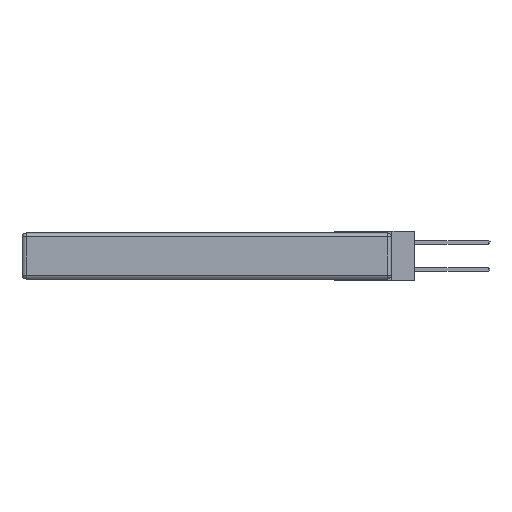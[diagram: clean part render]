
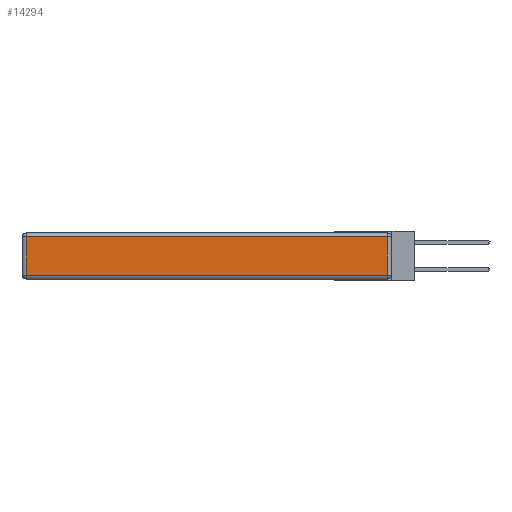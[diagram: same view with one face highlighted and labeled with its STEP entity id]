
A CAD part, left-side view. The second image highlights one B-rep face of the part: STEP entity #14294.
In plain terms, the highlighted planar face has unit normal (-1, 0, 0).
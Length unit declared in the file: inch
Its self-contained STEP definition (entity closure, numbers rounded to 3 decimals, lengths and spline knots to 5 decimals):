
#569 = VECTOR ( 'NONE', #3797, 39.37008 ) ;
#3306 = VERTEX_POINT ( 'NONE', #15131 ) ;
#3642 = CARTESIAN_POINT ( 'NONE',  ( 0., 2.75, -0.03 ) ) ;
#3797 = DIRECTION ( 'NONE',  ( 0., 0., 1. ) ) ;
#5150 = ORIENTED_EDGE ( 'NONE', *, *, #12306, .T. ) ;
#5845 = CARTESIAN_POINT ( 'NONE',  ( 0., 0.03, -0.313 ) ) ;
#5846 = VERTEX_POINT ( 'NONE', #27018 ) ;
#6596 = CARTESIAN_POINT ( 'NONE',  ( 0., 0.03, -0.343 ) ) ;
#6923 = ORIENTED_EDGE ( 'NONE', *, *, #14384, .T. ) ;
#8442 = VECTOR ( 'NONE', #13008, 39.37008 ) ;
#9771 = EDGE_CURVE ( 'NONE', #14432, #19233, #27318, .T. ) ;
#9978 = CARTESIAN_POINT ( 'NONE',  ( 0., 0.03, -0.03 ) ) ;
#12306 = EDGE_CURVE ( 'NONE', #5846, #14432, #29043, .T. ) ;
#12426 = CARTESIAN_POINT ( 'NONE',  ( 0., 0., -0.343 ) ) ;
#13008 = DIRECTION ( 'NONE',  ( 0., 1., 0. ) ) ;
#13213 = FACE_OUTER_BOUND ( 'NONE', #16589, .T. ) ;
#14294 = ADVANCED_FACE ( 'NONE', ( #13213 ), #17534, .T. ) ;
#14384 = EDGE_CURVE ( 'NONE', #19233, #3306, #18695, .T. ) ;
#14432 = VERTEX_POINT ( 'NONE', #5845 ) ;
#14794 = DIRECTION ( 'NONE',  ( 0., 0., 1. ) ) ;
#15131 = CARTESIAN_POINT ( 'NONE',  ( 0., 2.72, -0.03 ) ) ;
#15239 = LINE ( 'NONE', #29144, #25422 ) ;
#15692 = ORIENTED_EDGE ( 'NONE', *, *, #30260, .T. ) ;
#16207 = VECTOR ( 'NONE', #24926, 39.37008 ) ;
#16589 = EDGE_LOOP ( 'NONE', ( #5150, #21509, #6923, #15692 ) ) ;
#17534 = PLANE ( 'NONE',  #29401 ) ;
#18695 = LINE ( 'NONE', #3642, #8442 ) ;
#19233 = VERTEX_POINT ( 'NONE', #9978 ) ;
#19572 = CARTESIAN_POINT ( 'NONE',  ( 0., 0., -0.313 ) ) ;
#21509 = ORIENTED_EDGE ( 'NONE', *, *, #9771, .T. ) ;
#22032 = DIRECTION ( 'NONE',  ( 0., 0., -1. ) ) ;
#24926 = DIRECTION ( 'NONE',  ( 0., -1., 0. ) ) ;
#25422 = VECTOR ( 'NONE', #22032, 39.37008 ) ;
#27018 = CARTESIAN_POINT ( 'NONE',  ( 0., 2.72, -0.313 ) ) ;
#27318 = LINE ( 'NONE', #6596, #569 ) ;
#28800 = DIRECTION ( 'NONE',  ( -1., 0., 0. ) ) ;
#29043 = LINE ( 'NONE', #19572, #16207 ) ;
#29144 = CARTESIAN_POINT ( 'NONE',  ( 0., 2.72, -0.343 ) ) ;
#29401 = AXIS2_PLACEMENT_3D ( 'NONE', #12426, #28800, #14794 ) ;
#30260 = EDGE_CURVE ( 'NONE', #3306, #5846, #15239, .T. ) ;
